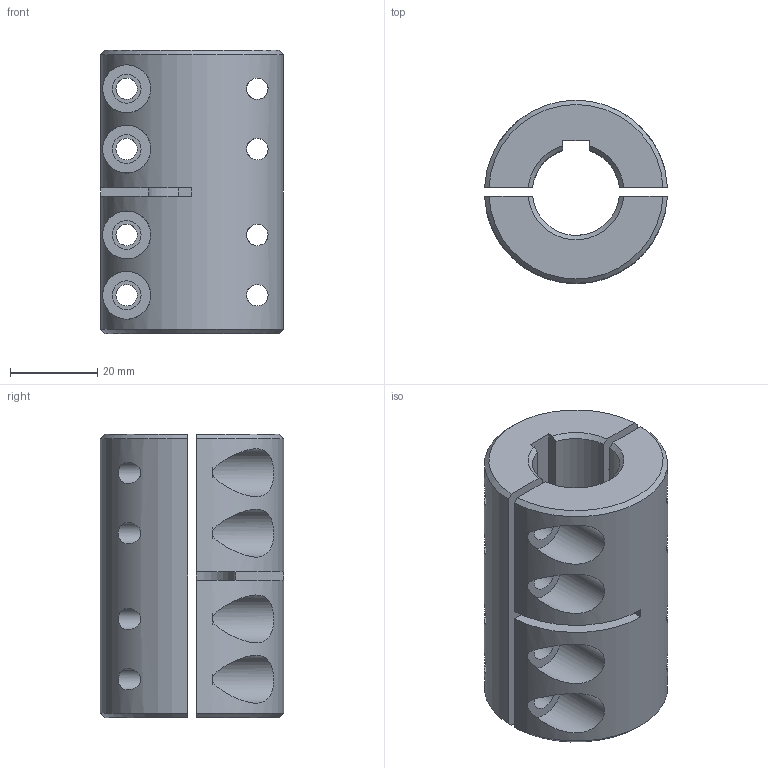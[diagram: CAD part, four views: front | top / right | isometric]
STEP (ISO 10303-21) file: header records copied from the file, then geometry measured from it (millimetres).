
FILE_DESCRIPTION(/* description */ (''),/* implementation_level */ '2;1');
FILE_NAME(/* name */ 'Manfred_08_25.step',/* time_stamp */ '2025-08-18T12:47:41+02:00',/* author */ ('marku'),/* organization */ (''),/* preprocessor_version */ 'ST-DEVELOPER v20.1',/* originating_system */ 'Autodesk Inventor 2026',/* authorisation */ '');
FILE_SCHEMA (('CONFIG_CONTROL_DESIGN'));
Length unit declared in the file: millimetre
Products named in the file (1): Manfred_08_25
Bounding box: 41.95 x 42 x 65 mm (x, y, z)
Volume: 54619.7 mm3; surface area: 21229.8 mm2
Topology: 2 solids, 2 shells, 68 faces, 176 edges, 120 vertices
Faces by surface type: cylinder 30, plane 28, cone 10
Full cylindrical faces by diameter (mm): 4.917 x8, 6.6 x8
Entity records: 2782 total; most frequent: CARTESIAN_POINT 1045, ORIENTED_EDGE 352, DIRECTION 330, EDGE_CURVE 176, AXIS2_PLACEMENT_3D 129, VERTEX_POINT 120, EDGE_LOOP 108, LINE 72
